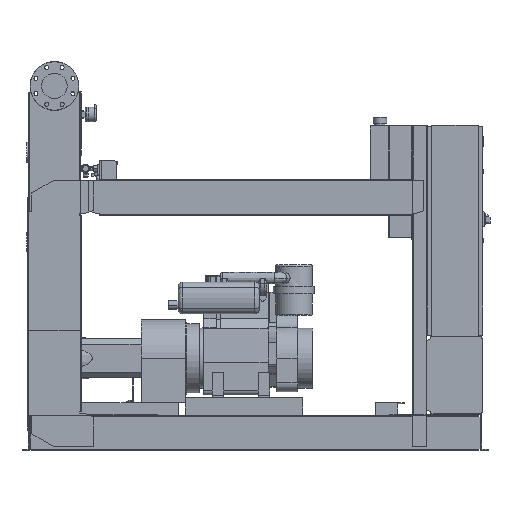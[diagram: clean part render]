
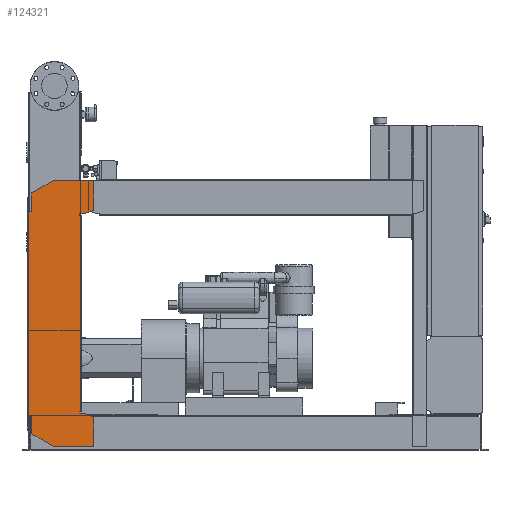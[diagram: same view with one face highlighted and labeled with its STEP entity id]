
A CAD part, front view. The second image highlights one B-rep face of the part: STEP entity #124321.
In plain terms, the highlighted free-form (B-spline) face has degree [1, 1] with [2, 2] control points.
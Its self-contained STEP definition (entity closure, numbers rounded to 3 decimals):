
#123806=CARTESIAN_POINT('',(-102.0,-463.5,1076.0));
#123807=VERTEX_POINT('',#123806);
#123814=CARTESIAN_POINT('',(-102.0,-463.5,1158.574));
#123815=VERTEX_POINT('',#123814);
#123816=CARTESIAN_POINT('',(-102.0,-463.5,1076.0));
#123817=DIRECTION('',(0.0,0.0,1.0));
#123818=VECTOR('',#123817,82.574);
#123819=LINE('',#123816,#123818);
#123820=EDGE_CURVE('',#123807,#123815,#123819,.T.);
#123838=CARTESIAN_POINT('',(-6.,-463.5,1214.0));
#123839=VERTEX_POINT('',#123838);
#123840=CARTESIAN_POINT('',(-102.0,-463.5,1158.574));
#123841=DIRECTION('',(0.866,0.0,0.5));
#123842=VECTOR('',#123841,110.851);
#123843=LINE('',#123840,#123842);
#123844=EDGE_CURVE('',#123815,#123839,#123843,.T.);
#123862=CARTESIAN_POINT('',(177.0,-463.5,1214.0));
#123863=VERTEX_POINT('',#123862);
#123864=CARTESIAN_POINT('',(-6.,-463.5,1214.0));
#123865=DIRECTION('',(1.0,0.0,0.0));
#123866=VECTOR('',#123865,183.0);
#123867=LINE('',#123864,#123866);
#123868=EDGE_CURVE('',#123839,#123863,#123867,.T.);
#123886=CARTESIAN_POINT('',(177.0,-463.5,1080.379));
#123887=VERTEX_POINT('',#123886);
#123888=CARTESIAN_POINT('',(177.0,-463.5,1214.0));
#123889=DIRECTION('',(0.0,0.0,-1.0));
#123890=VECTOR('',#123889,133.621);
#123891=LINE('',#123888,#123890);
#123892=EDGE_CURVE('',#123863,#123887,#123891,.T.);
#123910=CARTESIAN_POINT('',(132.,-463.5,1064.0));
#123911=VERTEX_POINT('',#123910);
#123912=CARTESIAN_POINT('',(177.0,-463.5,1080.379));
#123913=DIRECTION('',(-0.94,0.0,-0.342));
#123914=VECTOR('',#123913,47.888);
#123915=LINE('',#123912,#123914);
#123916=EDGE_CURVE('',#123887,#123911,#123915,.T.);
#123934=CARTESIAN_POINT('',(112.0,-463.5,1064.0));
#123935=VERTEX_POINT('',#123934);
#123936=CARTESIAN_POINT('',(132.,-463.5,1064.0));
#123937=DIRECTION('',(-1.0,0.0,0.0));
#123938=VECTOR('',#123937,20.);
#123939=LINE('',#123936,#123938);
#123940=EDGE_CURVE('',#123911,#123935,#123939,.T.);
#123958=CARTESIAN_POINT('',(112.0,-463.5,1056.0));
#123959=VERTEX_POINT('',#123958);
#123960=CARTESIAN_POINT('',(112.0,-463.5,1064.0));
#123961=DIRECTION('',(0.0,0.0,-1.0));
#123962=VECTOR('',#123961,8.0);
#123963=LINE('',#123960,#123962);
#123964=EDGE_CURVE('',#123935,#123959,#123963,.T.);
#123982=CARTESIAN_POINT('',(120.,-463.5,1056.0));
#123983=VERTEX_POINT('',#123982);
#123984=CARTESIAN_POINT('',(112.0,-463.5,1056.0));
#123985=DIRECTION('',(1.0,0.0,0.0));
#123986=VECTOR('',#123985,8.);
#123987=LINE('',#123984,#123986);
#123988=EDGE_CURVE('',#123959,#123983,#123987,.T.);
#124006=CARTESIAN_POINT('',(120.,-463.5,176.));
#124007=VERTEX_POINT('',#124006);
#124018=CARTESIAN_POINT('',(120.,-463.5,1056.0));
#124019=DIRECTION('',(0.0,0.0,-1.0));
#124020=VECTOR('',#124019,880.);
#124021=LINE('',#124018,#124020);
#124022=EDGE_CURVE('',#123983,#124007,#124021,.T.);
#124036=CARTESIAN_POINT('',(112.,-463.5,176.));
#124037=VERTEX_POINT('',#124036);
#124038=CARTESIAN_POINT('',(120.,-463.5,176.));
#124039=DIRECTION('',(-1.0,0.0,0.0));
#124040=VECTOR('',#124039,8.);
#124041=LINE('',#124038,#124040);
#124042=EDGE_CURVE('',#124007,#124037,#124041,.T.);
#124060=CARTESIAN_POINT('',(112.,-463.5,168.));
#124061=VERTEX_POINT('',#124060);
#124062=CARTESIAN_POINT('',(112.,-463.5,176.));
#124063=DIRECTION('',(0.0,0.0,-1.0));
#124064=VECTOR('',#124063,8.0);
#124065=LINE('',#124062,#124064);
#124066=EDGE_CURVE('',#124037,#124061,#124065,.T.);
#124084=CARTESIAN_POINT('',(132.,-463.5,168.));
#124085=VERTEX_POINT('',#124084);
#124086=CARTESIAN_POINT('',(112.,-463.5,168.));
#124087=DIRECTION('',(1.0,0.0,0.0));
#124088=VECTOR('',#124087,20.0);
#124089=LINE('',#124086,#124088);
#124090=EDGE_CURVE('',#124061,#124085,#124089,.T.);
#124108=CARTESIAN_POINT('',(177.,-463.5,151.621));
#124109=VERTEX_POINT('',#124108);
#124110=CARTESIAN_POINT('',(132.,-463.5,168.));
#124111=DIRECTION('',(0.94,0.0,-0.342));
#124112=VECTOR('',#124111,47.888);
#124113=LINE('',#124110,#124112);
#124114=EDGE_CURVE('',#124085,#124109,#124113,.T.);
#124132=CARTESIAN_POINT('',(177.,-463.5,18.0));
#124133=VERTEX_POINT('',#124132);
#124134=CARTESIAN_POINT('',(177.,-463.5,151.621));
#124135=DIRECTION('',(0.0,0.0,-1.0));
#124136=VECTOR('',#124135,133.621);
#124137=LINE('',#124134,#124136);
#124138=EDGE_CURVE('',#124109,#124133,#124137,.T.);
#124156=CARTESIAN_POINT('',(-4.,-463.5,18.0));
#124157=VERTEX_POINT('',#124156);
#124158=CARTESIAN_POINT('',(177.,-463.5,18.0));
#124159=DIRECTION('',(-1.0,0.0,0.0));
#124160=VECTOR('',#124159,181.);
#124161=LINE('',#124158,#124160);
#124162=EDGE_CURVE('',#124133,#124157,#124161,.T.);
#124180=CARTESIAN_POINT('',(-102.,-463.5,74.58));
#124181=VERTEX_POINT('',#124180);
#124182=CARTESIAN_POINT('',(-4.,-463.5,18.0));
#124183=DIRECTION('',(-0.866,0.,0.5));
#124184=VECTOR('',#124183,113.161);
#124185=LINE('',#124182,#124184);
#124186=EDGE_CURVE('',#124157,#124181,#124185,.T.);
#124204=CARTESIAN_POINT('',(-102.,-463.5,156.0));
#124205=VERTEX_POINT('',#124204);
#124206=CARTESIAN_POINT('',(-102.,-463.5,74.58));
#124207=DIRECTION('',(0.0,0.0,1.0));
#124208=VECTOR('',#124207,81.42);
#124209=LINE('',#124206,#124208);
#124210=EDGE_CURVE('',#124181,#124205,#124209,.T.);
#124228=CARTESIAN_POINT('',(-122.,-463.5,156.0));
#124229=VERTEX_POINT('',#124228);
#124230=CARTESIAN_POINT('',(-102.,-463.5,156.0));
#124231=DIRECTION('',(-1.0,0.0,0.0));
#124232=VECTOR('',#124231,20.0);
#124233=LINE('',#124230,#124232);
#124234=EDGE_CURVE('',#124205,#124229,#124233,.T.);
#124252=CARTESIAN_POINT('',(-122.0,-463.5,1076.0));
#124253=VERTEX_POINT('',#124252);
#124266=CARTESIAN_POINT('',(-122.,-463.5,156.0));
#124267=DIRECTION('',(0.0,0.0,1.0));
#124268=VECTOR('',#124267,920.0);
#124269=LINE('',#124266,#124268);
#124270=EDGE_CURVE('',#124229,#124253,#124269,.T.);
#124284=CARTESIAN_POINT('',(-122.0,-463.5,1076.0));
#124285=DIRECTION('',(1.0,0.0,0.0));
#124286=VECTOR('',#124285,20.0);
#124287=LINE('',#124284,#124286);
#124288=EDGE_CURVE('',#124253,#123807,#124287,.T.);
#124294=CARTESIAN_POINT('',(-122.,-463.5,18.0));
#124295=CARTESIAN_POINT('',(177.0,-463.5,18.0));
#124296=CARTESIAN_POINT('',(-122.,-463.5,1214.0));
#124297=CARTESIAN_POINT('',(177.0,-463.5,1214.0));
#124298=B_SPLINE_SURFACE_WITH_KNOTS('',1,1,((#124294,#124296),(#124295,#124297)),.UNSPECIFIED.,.F.,.F.,.U.,(2,2),(2,2),(0.0,299.),(0.0,1196.0),.UNSPECIFIED.);
#124299=ORIENTED_EDGE('',*,*,#124288,.F.);
#124300=ORIENTED_EDGE('',*,*,#124270,.F.);
#124301=ORIENTED_EDGE('',*,*,#124234,.F.);
#124302=ORIENTED_EDGE('',*,*,#124210,.F.);
#124303=ORIENTED_EDGE('',*,*,#124186,.F.);
#124304=ORIENTED_EDGE('',*,*,#124162,.F.);
#124305=ORIENTED_EDGE('',*,*,#124138,.F.);
#124306=ORIENTED_EDGE('',*,*,#124114,.F.);
#124307=ORIENTED_EDGE('',*,*,#124090,.F.);
#124308=ORIENTED_EDGE('',*,*,#124066,.F.);
#124309=ORIENTED_EDGE('',*,*,#124042,.F.);
#124310=ORIENTED_EDGE('',*,*,#124022,.F.);
#124311=ORIENTED_EDGE('',*,*,#123988,.F.);
#124312=ORIENTED_EDGE('',*,*,#123964,.F.);
#124313=ORIENTED_EDGE('',*,*,#123940,.F.);
#124314=ORIENTED_EDGE('',*,*,#123916,.F.);
#124315=ORIENTED_EDGE('',*,*,#123892,.F.);
#124316=ORIENTED_EDGE('',*,*,#123868,.F.);
#124317=ORIENTED_EDGE('',*,*,#123844,.F.);
#124318=ORIENTED_EDGE('',*,*,#123820,.F.);
#124319=EDGE_LOOP('',(#124299,#124300,#124301,#124302,#124303,#124304,#124305,#124306,#124307,#124308,#124309,#124310,#124311,#124312,#124313,#124314,#124315,#124316,#124317,#124318));
#124320=FACE_OUTER_BOUND('',#124319,.T.);
#124321=ADVANCED_FACE('',(#124320),#124298,.T.);
